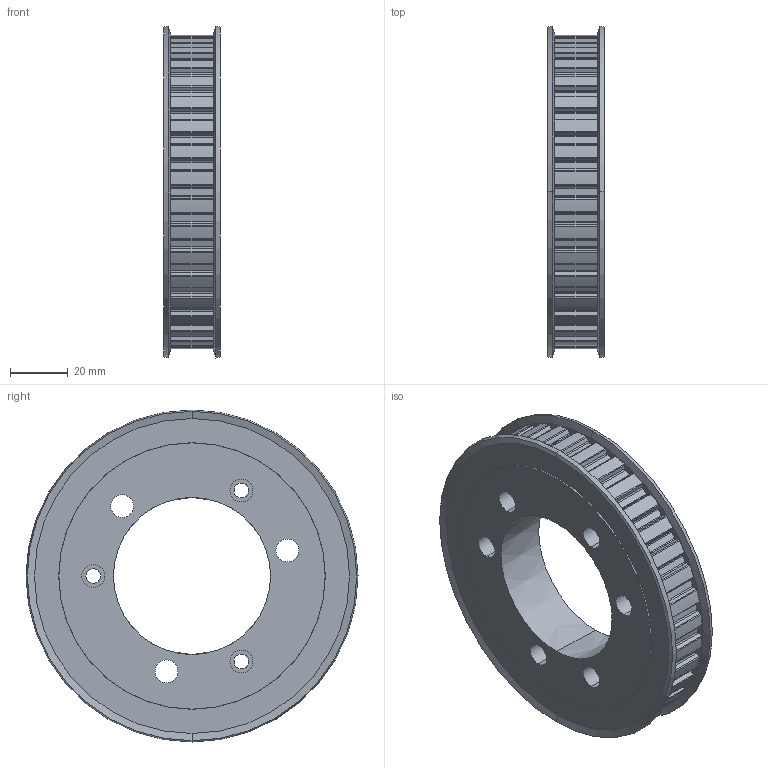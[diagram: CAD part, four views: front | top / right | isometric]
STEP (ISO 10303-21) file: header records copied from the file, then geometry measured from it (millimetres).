
FILE_DESCRIPTION (( 'STEP AP214' ), '1' );
FILE_NAME ('SQD36L050AF-SDS.step', '2019-07-30T20:35:20', ( '' ), ( '' ), 'SwSTEP 2.0', 'SolidWorks 2018', '' );
FILE_SCHEMA (( 'AUTOMOTIVE_DESIGN' ));
Length unit declared in the file: inch
Products named in the file (1): SQD36L050AF-SDS
Bounding box: 19.43 x 114.81 x 114.81 mm (x, y, z)
Volume: 122556.8 mm3; surface area: 33523.3 mm2
Topology: 1 solids, 1 shells, 365 faces, 1054 edges, 700 vertices
Faces by surface type: cylinder 232, plane 119, cone 14
Entity records: 12614 total; most frequent: DIRECTION 2270, CARTESIAN_POINT 2120, ORIENTED_EDGE 2108, EDGE_CURVE 1054, AXIS2_PLACEMENT_3D 850, VERTEX_POINT 700, LINE 570, VECTOR 570
